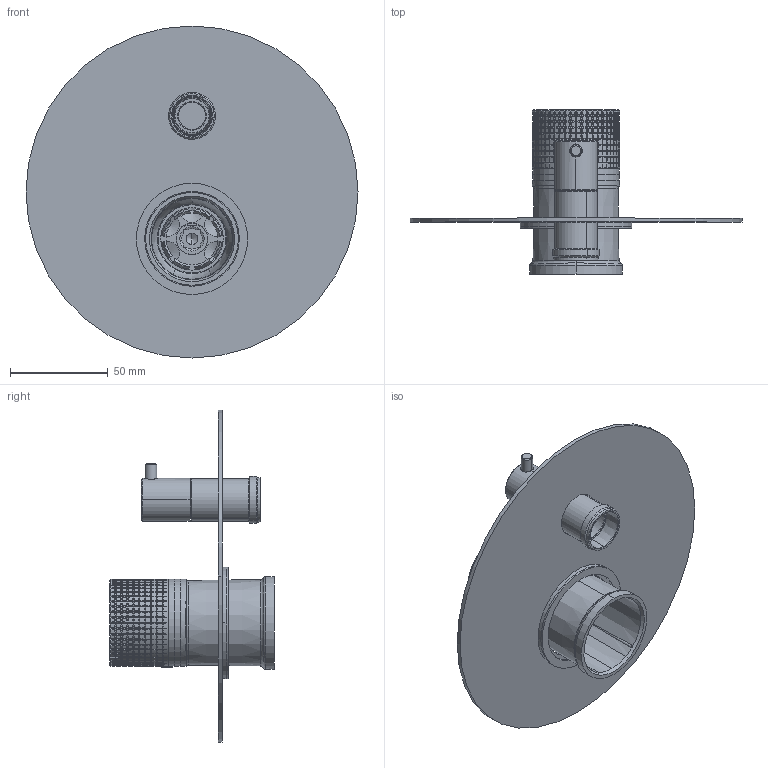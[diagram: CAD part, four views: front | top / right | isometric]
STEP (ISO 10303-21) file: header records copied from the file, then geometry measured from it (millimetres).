
FILE_DESCRIPTION(('CATIA V5 STEP Exchange','CAx-IF Rec.Pracs.--- Model Styling and Organization---1.5--- 2016-08-15','CAx-IF Rec.Pracs.---Supplemental Geometry---1.0---2011-11-01','CAx-IF Rec.Pracs.--- Composite Materials ---3.4---2017-06-13','CAx-IF Rec.Pracs.---Tessellated 3D Geometry---1.0---2015-12-17'),'2;1');
FILE_NAME('X1002300.stp','2022-09-20T09:52:20+00:00',('none'),('none'),'CATIA Version 5-6 Release 2020 SP2','CATIA V5 STEP AP242 v2','none');
FILE_SCHEMA(('AP242_MANAGED_MODEL_BASED_3D_ENGINEERING_MIM_LF {1 0 10303 442 1 1 4}'));
Products named in the file (7): X1002300; P99280; P50716; P33673; Standard_PART; P47260; P50533
Assembly tree (6 placements, depth 2):
  X1002300
    P99280
    P50716
    P33673
    Standard_PART
    P47260
    P50533
Bounding box: 170 x 84.13 x 170 mm (x, y, z)
Volume: 94291.4 mm3; surface area: 88250 mm2
Topology: 8 solids, 8 shells, 2928 faces, 8513 edges, 5601 vertices
Faces by surface type: plane 929, cone 785, cylinder 591, extrusion 337, torus 244, bspline 26, sphere 10, revolution 6
Entity records: 100743 total; most frequent: CARTESIAN_POINT 42424, ORIENTED_EDGE 16998, EDGE_CURVE 8499, VERTEX_POINT 5601, B_SPLINE_CURVE_WITH_KNOTS 5353, DIRECTION 4508, EDGE_LOOP 2958, ADVANCED_FACE 2928
